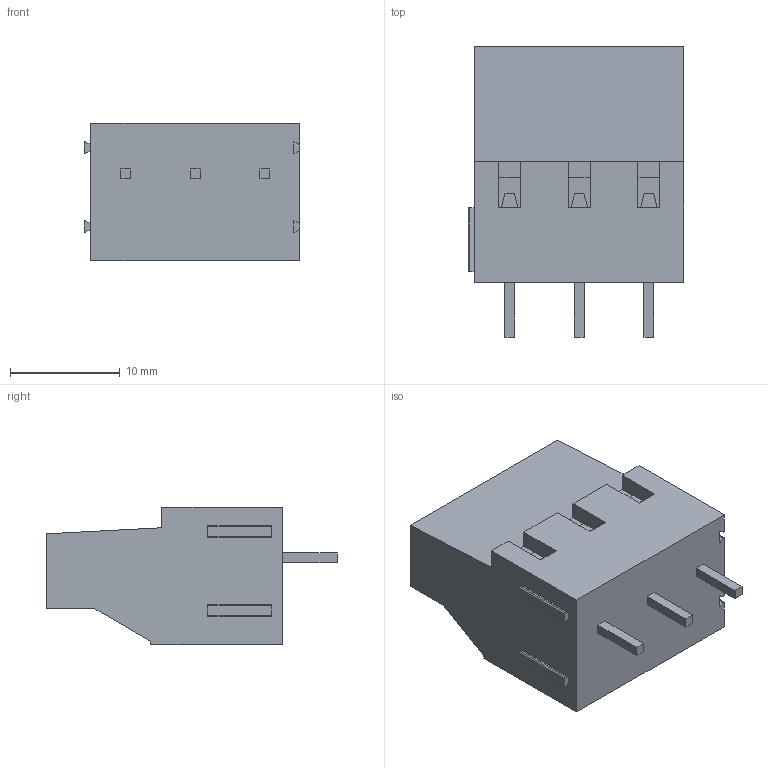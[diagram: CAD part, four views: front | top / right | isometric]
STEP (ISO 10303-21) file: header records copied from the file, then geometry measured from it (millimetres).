
FILE_DESCRIPTION(('STEP AP242'),'1');
FILE_NAME('796740-3.stp','2021-05-28T05:03:07',('TraceParts'),('TraceParts S.A.'),'Spatial InterOp 3D',' ',' ');
FILE_SCHEMA(('AP242_MANAGED_MODEL_BASED_3D_ENGINEERING_MIM_LF {1 0 10303 442 1 1 4}'));
Length unit declared in the file: millimetre
Products named in the file (1): 796740-3
Bounding box: 19.65 x 26.5 x 12.5 mm (x, y, z)
Volume: 3790.1 mm3; surface area: 2138.2 mm2
Topology: 1 solids, 1 shells, 135 faces, 360 edges, 238 vertices
Faces by surface type: plane 107, cylinder 28
Entity records: 4183 total; most frequent: CARTESIAN_POINT 734, ORIENTED_EDGE 720, DIRECTION 694, EDGE_CURVE 360, LINE 298, VECTOR 298, VERTEX_POINT 238, AXIS2_PLACEMENT_3D 198
